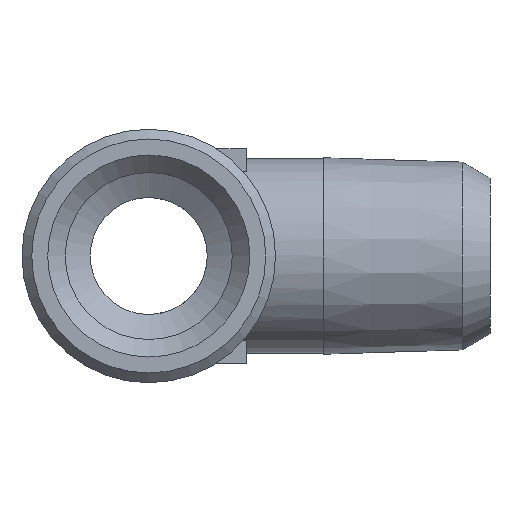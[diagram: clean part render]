
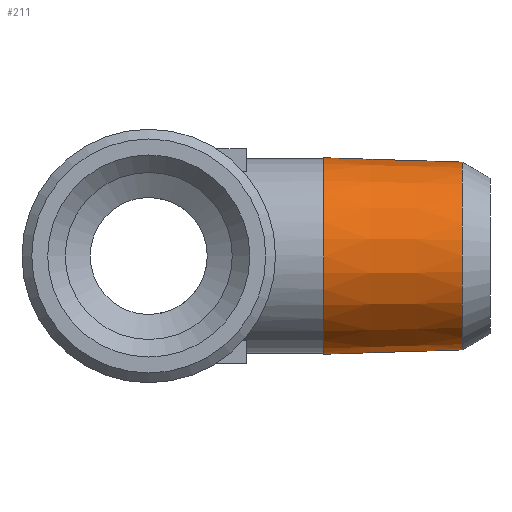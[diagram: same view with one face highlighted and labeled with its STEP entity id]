
A CAD part, left-side view. The second image highlights one B-rep face of the part: STEP entity #211.
In plain terms, the highlighted conical face has half-angle 1.79 degrees and reference radius 4.815 mm.
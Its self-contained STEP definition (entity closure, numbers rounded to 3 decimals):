
#11 = AXIS2_PLACEMENT_3D ( 'NONE', #730, #732, #731 ) ;
#14 = AXIS2_PLACEMENT_3D ( 'NONE', #736, #733, #735 ) ;
#79 = AXIS2_PLACEMENT_3D ( 'NONE', #461, #460, #462 ) ;
#92 = EDGE_CURVE ( 'NONE', #841, #841, #1031, .T. ) ;
#93 = EDGE_CURVE ( 'NONE', #840, #840, #1030, .T. ) ;
#211 = ADVANCED_FACE ( 'NONE', ( #878, #874 ), #870, .T. ) ;
#311 = CARTESIAN_POINT ( 'NONE',  ( 0., 12.026, -5.037 ) ) ;
#319 = CARTESIAN_POINT ( 'NONE',  ( 0., 4.912, 4.815 ) ) ;
#460 = DIRECTION ( 'NONE',  ( 0., 1., 0. ) ) ;
#461 = CARTESIAN_POINT ( 'NONE',  ( 0., 4.912, 0. ) ) ;
#462 = DIRECTION ( 'NONE',  ( 0., 0., 1. ) ) ;
#730 = CARTESIAN_POINT ( 'NONE',  ( 0., 12.026, 0. ) ) ;
#731 = DIRECTION ( 'NONE',  ( 0., 0., -1. ) ) ;
#732 = DIRECTION ( 'NONE',  ( 0., -1., 0. ) ) ;
#733 = DIRECTION ( 'NONE',  ( 0., -1., 0. ) ) ;
#735 = DIRECTION ( 'NONE',  ( 0., 0., 1. ) ) ;
#736 = CARTESIAN_POINT ( 'NONE',  ( 0., 4.912, 0. ) ) ;
#840 = VERTEX_POINT ( 'NONE', #311 ) ;
#841 = VERTEX_POINT ( 'NONE', #319 ) ;
#870 = CONICAL_SURFACE ( 'NONE', #79, 4.815, 0.031 ) ;
#874 = FACE_OUTER_BOUND ( 'NONE', #1104, .T. ) ;
#878 = FACE_BOUND ( 'NONE', #1105, .T. ) ;
#1030 = CIRCLE ( 'NONE', #11, 5.037 ) ;
#1031 = CIRCLE ( 'NONE', #14, 4.815 ) ;
#1104 = EDGE_LOOP ( 'NONE', ( #1292 ) ) ;
#1105 = EDGE_LOOP ( 'NONE', ( #1291 ) ) ;
#1291 = ORIENTED_EDGE ( 'NONE', *, *, #92, .F. ) ;
#1292 = ORIENTED_EDGE ( 'NONE', *, *, #93, .T. ) ;
